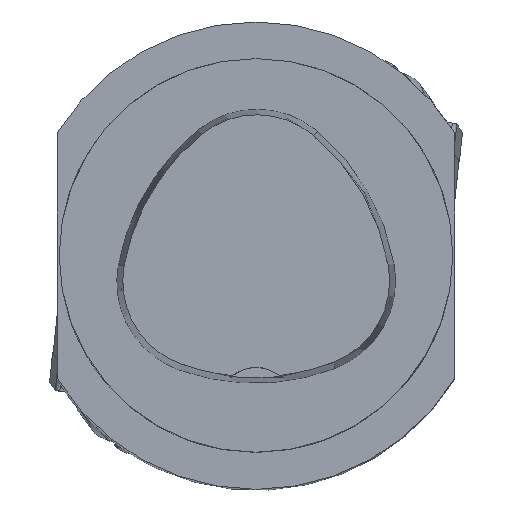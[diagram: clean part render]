
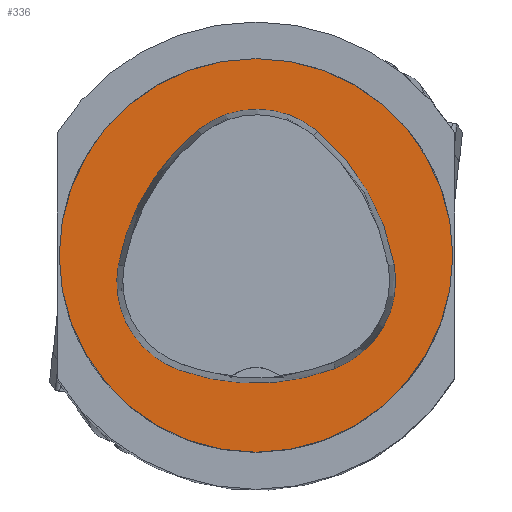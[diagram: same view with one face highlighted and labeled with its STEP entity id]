
A CAD part, top view. The second image highlights one B-rep face of the part: STEP entity #336.
In plain terms, the highlighted planar face has unit normal (0, 0, 1).
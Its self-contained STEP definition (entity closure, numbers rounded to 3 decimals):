
#137=FACE_BOUND('',#830,.T.);
#138=FACE_BOUND('',#831,.T.);
#336=ADVANCED_FACE('',(#137,#138),#516,.T.);
#516=PLANE('',#3879);
#830=EDGE_LOOP('',(#1517,#1518,#1519,#1520,#1521,#1522));
#831=EDGE_LOOP('',(#1523));
#1011=CIRCLE('',#3851,31.5);
#1012=CIRCLE('',#3857,36.);
#1014=CIRCLE('',#3860,15.);
#1016=CIRCLE('',#3863,36.);
#1018=CIRCLE('',#3866,15.);
#1022=CIRCLE('',#3871,36.);
#1024=CIRCLE('',#3874,15.);
#1517=ORIENTED_EDGE('',*,*,#2823,.T.);
#1518=ORIENTED_EDGE('',*,*,#2803,.T.);
#1519=ORIENTED_EDGE('',*,*,#2807,.T.);
#1520=ORIENTED_EDGE('',*,*,#2810,.T.);
#1521=ORIENTED_EDGE('',*,*,#2813,.T.);
#1522=ORIENTED_EDGE('',*,*,#2821,.T.);
#1523=ORIENTED_EDGE('',*,*,#2794,.F.);
#2393=VERTEX_POINT('',#5657);
#2402=VERTEX_POINT('',#5676);
#2403=VERTEX_POINT('',#5677);
#2406=VERTEX_POINT('',#5685);
#2408=VERTEX_POINT('',#5691);
#2410=VERTEX_POINT('',#5697);
#2417=VERTEX_POINT('',#5718);
#2794=EDGE_CURVE('',#2393,#2393,#1011,.T.);
#2803=EDGE_CURVE('',#2402,#2403,#1012,.T.);
#2807=EDGE_CURVE('',#2403,#2406,#1014,.T.);
#2810=EDGE_CURVE('',#2406,#2408,#1016,.T.);
#2813=EDGE_CURVE('',#2408,#2410,#1018,.T.);
#2821=EDGE_CURVE('',#2410,#2417,#1022,.T.);
#2823=EDGE_CURVE('',#2417,#2402,#1024,.T.);
#3851=AXIS2_PLACEMENT_3D('',#5656,#4453,#4454);
#3857=AXIS2_PLACEMENT_3D('',#5675,#4469,#4470);
#3860=AXIS2_PLACEMENT_3D('',#5684,#4477,#4478);
#3863=AXIS2_PLACEMENT_3D('',#5690,#4484,#4485);
#3866=AXIS2_PLACEMENT_3D('',#5696,#4491,#4492);
#3871=AXIS2_PLACEMENT_3D('',#5719,#4503,#4504);
#3874=AXIS2_PLACEMENT_3D('',#5722,#4509,#4510);
#3879=AXIS2_PLACEMENT_3D('',#5727,#4519,#4520);
#4453=DIRECTION('',(0.,0.,-1.));
#4454=DIRECTION('',(-1.,0.,0.));
#4469=DIRECTION('',(0.,0.,-1.));
#4470=DIRECTION('',(-1.,0.,0.));
#4477=DIRECTION('',(0.,0.,-1.));
#4478=DIRECTION('',(-1.,0.,0.));
#4484=DIRECTION('',(0.,0.,-1.));
#4485=DIRECTION('',(-1.,0.,0.));
#4491=DIRECTION('',(0.,0.,-1.));
#4492=DIRECTION('',(-1.,0.,0.));
#4503=DIRECTION('',(0.,0.,-1.));
#4504=DIRECTION('',(-1.,0.,0.));
#4509=DIRECTION('',(0.,0.,-1.));
#4510=DIRECTION('',(-1.,0.,0.));
#4519=DIRECTION('',(0.,0.,1.));
#4520=DIRECTION('',(-1.,0.,0.));
#5656=CARTESIAN_POINT('',(0.,0.,0.));
#5657=CARTESIAN_POINT('',(-31.5,0.,0.));
#5675=CARTESIAN_POINT('',(13.398,-7.893,0.));
#5676=CARTESIAN_POINT('',(-22.041,-1.562,0.));
#5677=CARTESIAN_POINT('',(-9.317,20.036,0.));
#5684=CARTESIAN_POINT('',(0.148,8.399,0.));
#5685=CARTESIAN_POINT('',(9.779,19.898,0.));
#5690=CARTESIAN_POINT('',(-13.337,-7.7,0.));
#5691=CARTESIAN_POINT('',(22.122,-1.48,0.));
#5696=CARTESIAN_POINT('',(7.347,-4.071,0.));
#5697=CARTESIAN_POINT('',(12.693,-18.087,0.));
#5718=CARTESIAN_POINT('',(-12.373,-18.307,0.));
#5719=CARTESIAN_POINT('',(-0.137,15.55,0.));
#5722=CARTESIAN_POINT('',(-7.275,-4.2,0.));
#5727=CARTESIAN_POINT('',(0.,0.,0.));
